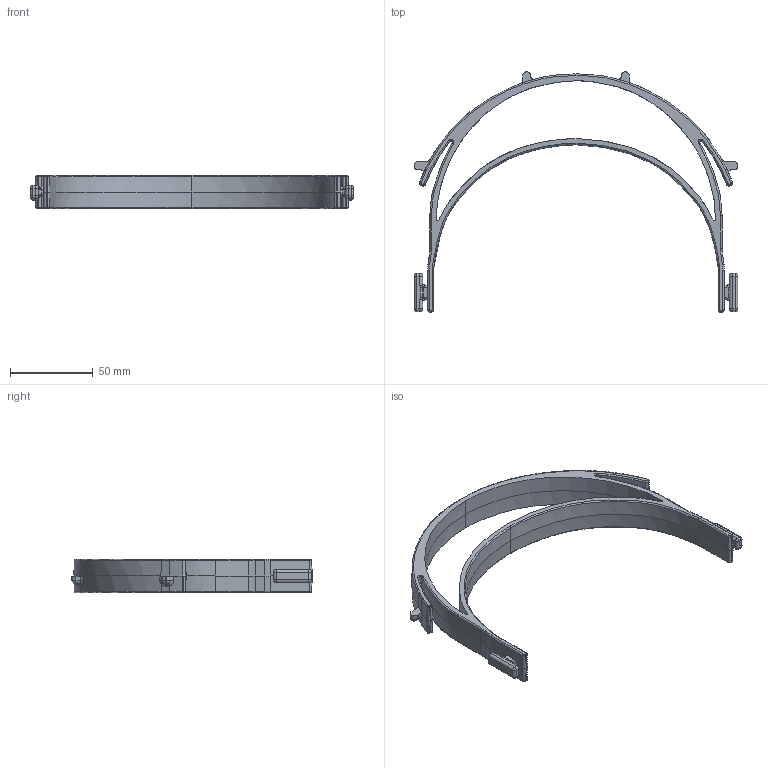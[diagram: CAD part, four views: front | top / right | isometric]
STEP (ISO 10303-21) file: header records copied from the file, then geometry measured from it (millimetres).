
FILE_DESCRIPTION (( 'STEP AP203' ), '1' );
FILE_NAME ('RC2 PRUSA MASK RC2 EDIT FOR INJECTION v5.STEP', '2020-03-30T15:54:44', ( '' ), ( '' ), 'SwSTEP 2.0', 'SolidWorks 2020', '' );
FILE_SCHEMA (( 'CONFIG_CONTROL_DESIGN' ));
Length unit declared in the file: inch
Products named in the file (1): RC2 PRUSA MASK RC2 EDIT FOR INJECTION v5
Bounding box: 195.25 x 144.97 x 20 mm (x, y, z)
Volume: 59258.4 mm3; surface area: 32621.4 mm2
Topology: 1 solids, 1 shells, 376 faces, 902 edges, 508 vertices
Faces by surface type: bspline 124, cylinder 90, plane 64, torus 50, cone 32, sphere 16
Entity records: 19825 total; most frequent: CARTESIAN_POINT 12017, ORIENTED_EDGE 1764, DIRECTION 1419, EDGE_CURVE 882, AXIS2_PLACEMENT_3D 567, VERTEX_POINT 508, EDGE_LOOP 378, FACE_OUTER_BOUND 376
